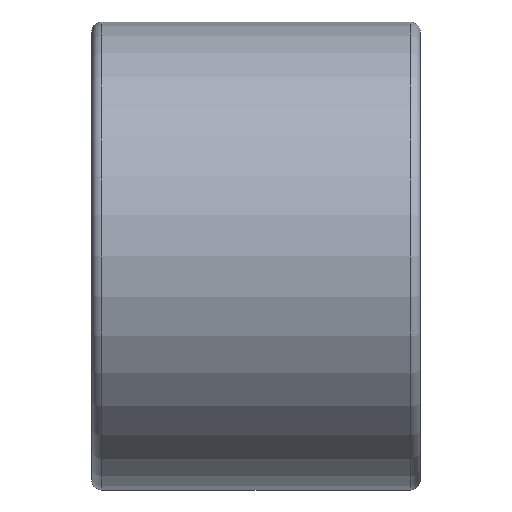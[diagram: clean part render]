
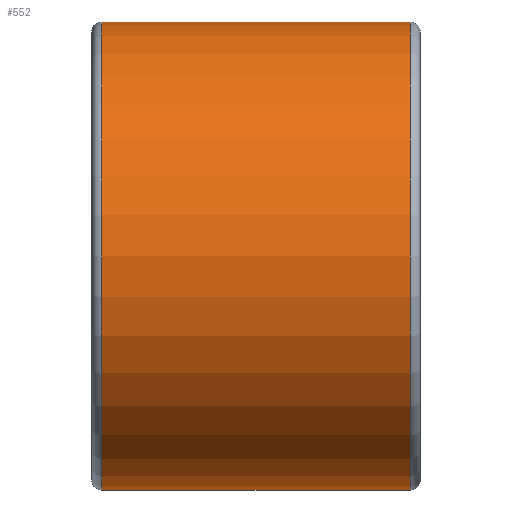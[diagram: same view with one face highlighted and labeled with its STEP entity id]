
A CAD part, front view. The second image highlights one B-rep face of the part: STEP entity #552.
In plain terms, the highlighted cylindrical face has radius 18.5 mm (diameter 37 mm), a full revolution.
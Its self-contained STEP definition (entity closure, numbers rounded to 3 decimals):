
#552 = ADVANCED_FACE( '', ( #775, #776 ), #777, .T. );
#775 = FACE_OUTER_BOUND( '', #847, .T. );
#776 = FACE_OUTER_BOUND( '', #848, .T. );
#777 = CYLINDRICAL_SURFACE( '', #849, 18.5 );
#847 = EDGE_LOOP( '', ( #909 ) );
#848 = EDGE_LOOP( '', ( #910 ) );
#849 = AXIS2_PLACEMENT_3D( '', #911, #912, #913 );
#909 = ORIENTED_EDGE( '', *, *, #995, .T. );
#910 = ORIENTED_EDGE( '', *, *, #996, .F. );
#911 = CARTESIAN_POINT( '', ( 50., 0., 0. ) );
#912 = DIRECTION( '', ( -1., 0., 0. ) );
#913 = DIRECTION( '', ( 0., 0., -1. ) );
#995 = EDGE_CURVE( '', #1026, #1026, #1027, .T. );
#996 = EDGE_CURVE( '', #1028, #1028, #1029, .T. );
#1026 = VERTEX_POINT( '', #1069 );
#1027 = CIRCLE( '', #1070, 18.5 );
#1028 = VERTEX_POINT( '', #1071 );
#1029 = CIRCLE( '', #1072, 18.5 );
#1069 = CARTESIAN_POINT( '', ( 0.8, 0., -18.5 ) );
#1070 = AXIS2_PLACEMENT_3D( '', #1112, #1113, #1114 );
#1071 = CARTESIAN_POINT( '', ( 25.2, 0., -18.5 ) );
#1072 = AXIS2_PLACEMENT_3D( '', #1115, #1116, #1117 );
#1112 = CARTESIAN_POINT( '', ( 0.8, 0., 0. ) );
#1113 = DIRECTION( '', ( 1., 0., 0. ) );
#1114 = DIRECTION( '', ( 0., 0., -1. ) );
#1115 = CARTESIAN_POINT( '', ( 25.2, 0., 0. ) );
#1116 = DIRECTION( '', ( 1., 0., 0. ) );
#1117 = DIRECTION( '', ( 0., 0., -1. ) );
